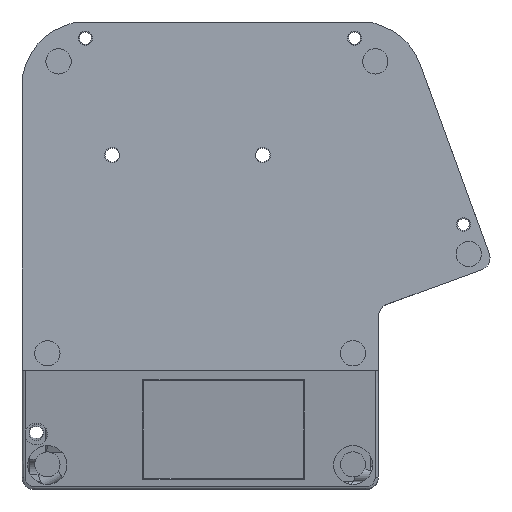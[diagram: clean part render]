
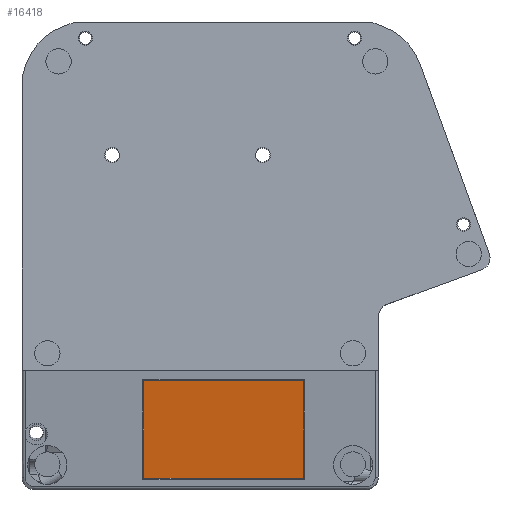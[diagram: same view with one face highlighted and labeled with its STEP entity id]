
A CAD part, front view. The second image highlights one B-rep face of the part: STEP entity #16418.
In plain terms, the highlighted planar face has unit normal (0, -0.988, -0.156).
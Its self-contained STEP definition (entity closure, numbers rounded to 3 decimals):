
#5401 = PLANE('',#5402);
#5402 = AXIS2_PLACEMENT_3D('',#5403,#5404,#5405);
#5403 = CARTESIAN_POINT('',(-164.379,-11.803,
    6.106));
#5404 = DIRECTION('',(0.707,0.698,0.111));
#5405 = DIRECTION('',(0.155,0.,-0.988)
  );
#5429 = PLANE('',#5430);
#5430 = AXIS2_PLACEMENT_3D('',#5431,#5432,#5433);
#5431 = CARTESIAN_POINT('',(-206.104,-4.833,
    -37.901));
#5432 = DIRECTION('',(0.,0.809,-0.588));
#5433 = DIRECTION('',(-1.,0.,0.));
#5457 = PLANE('',#5458);
#5458 = AXIS2_PLACEMENT_3D('',#5459,#5460,#5461);
#5459 = CARTESIAN_POINT('',(-228.768,-14.912,
    25.737));
#5460 = DIRECTION('',(-0.707,0.698,0.111));
#5461 = DIRECTION('',(0.155,0.,0.988)
  );
#5483 = PLANE('',#5484);
#5484 = AXIS2_PLACEMENT_3D('',#5485,#5486,#5487);
#5485 = CARTESIAN_POINT('',(-174.1,-11.111,
    1.737));
#5486 = DIRECTION('',(0.,0.588,0.809));
#5487 = DIRECTION('',(1.,0.,0.));
#11685 = VERTEX_POINT('',#11686);
#11686 = CARTESIAN_POINT('',(-164.569,-10.893,
    1.578));
#11707 = EDGE_CURVE('',#11708,#11685,#11710,.T.);
#11708 = VERTEX_POINT('',#11709);
#11709 = CARTESIAN_POINT('',(-164.569,-4.675,
    -37.683));
#11710 = SURFACE_CURVE('',#11711,(#11715,#11722),.PCURVE_S1.);
#11711 = LINE('',#11712,#11713);
#11712 = CARTESIAN_POINT('',(-164.569,-4.675,
    -37.683));
#11713 = VECTOR('',#11714,1.);
#11714 = DIRECTION('',(0.,-0.156,0.988));
#11715 = PCURVE('',#5401,#11716);
#11716 = DEFINITIONAL_REPRESENTATION('',(#11717),#11721);
#11717 = LINE('',#11718,#11719);
#11718 = CARTESIAN_POINT('',(43.233,9.96));
#11719 = VECTOR('',#11720,1.);
#11720 = DIRECTION('',(-0.976,-0.219));
#11721 = ( GEOMETRIC_REPRESENTATION_CONTEXT(2) 
PARAMETRIC_REPRESENTATION_CONTEXT() REPRESENTATION_CONTEXT('2D SPACE',''
  ) );
#11722 = PCURVE('',#11723,#11728);
#11723 = PLANE('',#11724);
#11724 = AXIS2_PLACEMENT_3D('',#11725,#11726,#11727);
#11725 = CARTESIAN_POINT('',(-196.573,-7.784,
    -18.052));
#11726 = DIRECTION('',(0.,-0.988,-0.156));
#11727 = DIRECTION('',(0.,-0.156,0.988));
#11728 = DEFINITIONAL_REPRESENTATION('',(#11729),#11733);
#11729 = LINE('',#11730,#11731);
#11730 = CARTESIAN_POINT('',(-19.876,-32.004));
#11731 = VECTOR('',#11732,1.);
#11732 = DIRECTION('',(1.,0.));
#11733 = ( GEOMETRIC_REPRESENTATION_CONTEXT(2) 
PARAMETRIC_REPRESENTATION_CONTEXT() REPRESENTATION_CONTEXT('2D SPACE',''
  ) );
#11761 = EDGE_CURVE('',#11762,#11708,#11764,.T.);
#11762 = VERTEX_POINT('',#11763);
#11763 = CARTESIAN_POINT('',(-228.577,-4.675,
    -37.683));
#11764 = SURFACE_CURVE('',#11765,(#11769,#11776),.PCURVE_S1.);
#11765 = LINE('',#11766,#11767);
#11766 = CARTESIAN_POINT('',(-228.577,-4.675,
    -37.683));
#11767 = VECTOR('',#11768,1.);
#11768 = DIRECTION('',(1.,0.,0.));
#11769 = PCURVE('',#5429,#11770);
#11770 = DEFINITIONAL_REPRESENTATION('',(#11771),#11775);
#11771 = LINE('',#11772,#11773);
#11772 = CARTESIAN_POINT('',(22.473,0.269));
#11773 = VECTOR('',#11774,1.);
#11774 = DIRECTION('',(-1.,0.));
#11775 = ( GEOMETRIC_REPRESENTATION_CONTEXT(2) 
PARAMETRIC_REPRESENTATION_CONTEXT() REPRESENTATION_CONTEXT('2D SPACE',''
  ) );
#11776 = PCURVE('',#11723,#11777);
#11777 = DEFINITIONAL_REPRESENTATION('',(#11778),#11782);
#11778 = LINE('',#11779,#11780);
#11779 = CARTESIAN_POINT('',(-19.876,32.004));
#11780 = VECTOR('',#11781,1.);
#11781 = DIRECTION('',(0.,-1.));
#11782 = ( GEOMETRIC_REPRESENTATION_CONTEXT(2) 
PARAMETRIC_REPRESENTATION_CONTEXT() REPRESENTATION_CONTEXT('2D SPACE',''
  ) );
#11808 = EDGE_CURVE('',#11809,#11762,#11811,.T.);
#11809 = VERTEX_POINT('',#11810);
#11810 = CARTESIAN_POINT('',(-228.577,-10.893,
    1.578));
#11811 = SURFACE_CURVE('',#11812,(#11816,#11823),.PCURVE_S1.);
#11812 = LINE('',#11813,#11814);
#11813 = CARTESIAN_POINT('',(-228.577,-10.893,
    1.578));
#11814 = VECTOR('',#11815,1.);
#11815 = DIRECTION('',(0.,0.156,-0.988));
#11816 = PCURVE('',#5457,#11817);
#11817 = DEFINITIONAL_REPRESENTATION('',(#11818),#11822);
#11818 = LINE('',#11819,#11820);
#11819 = CARTESIAN_POINT('',(-23.839,5.616));
#11820 = VECTOR('',#11821,1.);
#11821 = DIRECTION('',(-0.976,0.219));
#11822 = ( GEOMETRIC_REPRESENTATION_CONTEXT(2) 
PARAMETRIC_REPRESENTATION_CONTEXT() REPRESENTATION_CONTEXT('2D SPACE',''
  ) );
#11823 = PCURVE('',#11723,#11824);
#11824 = DEFINITIONAL_REPRESENTATION('',(#11825),#11829);
#11825 = LINE('',#11826,#11827);
#11826 = CARTESIAN_POINT('',(19.876,32.004));
#11827 = VECTOR('',#11828,1.);
#11828 = DIRECTION('',(-1.,0.));
#11829 = ( GEOMETRIC_REPRESENTATION_CONTEXT(2) 
PARAMETRIC_REPRESENTATION_CONTEXT() REPRESENTATION_CONTEXT('2D SPACE',''
  ) );
#11859 = EDGE_CURVE('',#11685,#11809,#11860,.T.);
#11860 = SURFACE_CURVE('',#11861,(#11865,#11872),.PCURVE_S1.);
#11861 = LINE('',#11862,#11863);
#11862 = CARTESIAN_POINT('',(-164.569,-10.893,
    1.578));
#11863 = VECTOR('',#11864,1.);
#11864 = DIRECTION('',(-1.,0.,0.));
#11865 = PCURVE('',#5483,#11866);
#11866 = DEFINITIONAL_REPRESENTATION('',(#11867),#11871);
#11867 = LINE('',#11868,#11869);
#11868 = CARTESIAN_POINT('',(9.531,0.269));
#11869 = VECTOR('',#11870,1.);
#11870 = DIRECTION('',(-1.,0.));
#11871 = ( GEOMETRIC_REPRESENTATION_CONTEXT(2) 
PARAMETRIC_REPRESENTATION_CONTEXT() REPRESENTATION_CONTEXT('2D SPACE',''
  ) );
#11872 = PCURVE('',#11723,#11873);
#11873 = DEFINITIONAL_REPRESENTATION('',(#11874),#11878);
#11874 = LINE('',#11875,#11876);
#11875 = CARTESIAN_POINT('',(19.876,-32.004));
#11876 = VECTOR('',#11877,1.);
#11877 = DIRECTION('',(0.,1.));
#11878 = ( GEOMETRIC_REPRESENTATION_CONTEXT(2) 
PARAMETRIC_REPRESENTATION_CONTEXT() REPRESENTATION_CONTEXT('2D SPACE',''
  ) );
#16418 = ADVANCED_FACE('',(#16419),#11723,.T.);
#16419 = FACE_BOUND('',#16420,.T.);
#16420 = EDGE_LOOP('',(#16421,#16422,#16423,#16424));
#16421 = ORIENTED_EDGE('',*,*,#11859,.T.);
#16422 = ORIENTED_EDGE('',*,*,#11808,.T.);
#16423 = ORIENTED_EDGE('',*,*,#11761,.T.);
#16424 = ORIENTED_EDGE('',*,*,#11707,.T.);
